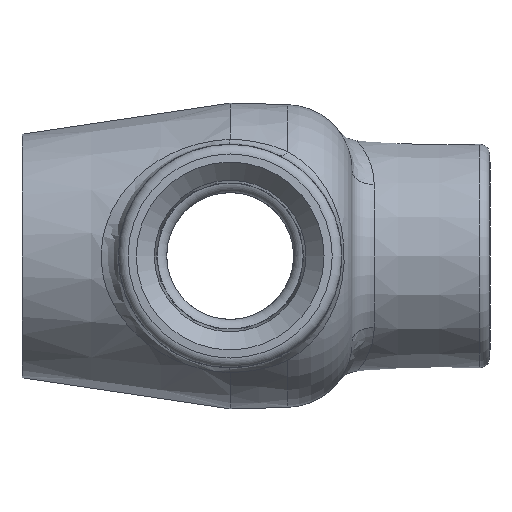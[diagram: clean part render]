
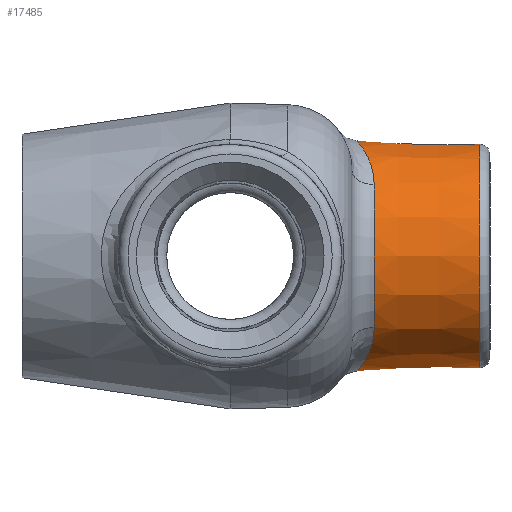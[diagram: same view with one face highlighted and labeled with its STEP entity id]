
A CAD part, left-side view. The second image highlights one B-rep face of the part: STEP entity #17485.
In plain terms, the highlighted conical face has half-angle 1.5 degrees and reference radius 17.462 mm.
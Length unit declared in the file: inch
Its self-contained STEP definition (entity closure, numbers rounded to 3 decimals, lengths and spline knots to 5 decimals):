
#60=CONICAL_SURFACE('',#18221,0.6875,0.026);
#890=B_SPLINE_CURVE_WITH_KNOTS('',3,(#29457,#29458,#29459,#29460,#29461,
#29462,#29463,#29464,#29465),.UNSPECIFIED.,.F.,.F.,(4,1,1,1,1,1,4),(0.,
0.56043,1.68128,2.2417,2.80213,3.36255,
3.92298),.UNSPECIFIED.);
#892=B_SPLINE_CURVE_WITH_KNOTS('',3,(#29535,#29536,#29537,#29538,#29539,
#29540,#29541,#29542,#29543,#29544),.UNSPECIFIED.,.F.,.F.,(4,1,1,1,1,1,
1,4),(0.,0.56043,1.12085,1.68128,
2.2417,2.80213,3.36255,3.92298),
 .UNSPECIFIED.);
#2354=FACE_OUTER_BOUND('',#3316,.T.);
#3316=EDGE_LOOP('',(#15118,#15119,#15120,#15121,#15122,#15123,#15124,#15125,
#15126));
#4957=LINE('',#29566,#6568);
#6568=VECTOR('',#21179,0.6875);
#6722=CIRCLE('',#18210,0.70601);
#6725=CIRCLE('',#18214,0.70601);
#6726=CIRCLE('',#18215,0.70601);
#6730=CIRCLE('',#18222,0.68901);
#6731=CIRCLE('',#18223,0.68901);
#8257=VERTEX_POINT('',#29442);
#8260=VERTEX_POINT('',#29455);
#8261=VERTEX_POINT('',#29467);
#8263=VERTEX_POINT('',#29522);
#8265=VERTEX_POINT('',#29547);
#8271=VERTEX_POINT('',#29565);
#8272=VERTEX_POINT('',#29567);
#10577=EDGE_CURVE('',#8260,#8257,#890,.T.);
#10580=EDGE_CURVE('',#8257,#8261,#6722,.T.);
#10583=EDGE_CURVE('',#8261,#8263,#892,.T.);
#10585=EDGE_CURVE('',#8263,#8265,#6725,.T.);
#10586=EDGE_CURVE('',#8265,#8260,#6726,.T.);
#10594=EDGE_CURVE('',#8265,#8271,#4957,.T.);
#10595=EDGE_CURVE('',#8272,#8271,#6730,.T.);
#10596=EDGE_CURVE('',#8271,#8272,#6731,.T.);
#15118=ORIENTED_EDGE('',*,*,#10577,.F.);
#15119=ORIENTED_EDGE('',*,*,#10586,.F.);
#15120=ORIENTED_EDGE('',*,*,#10594,.T.);
#15121=ORIENTED_EDGE('',*,*,#10595,.F.);
#15122=ORIENTED_EDGE('',*,*,#10596,.F.);
#15123=ORIENTED_EDGE('',*,*,#10594,.F.);
#15124=ORIENTED_EDGE('',*,*,#10585,.F.);
#15125=ORIENTED_EDGE('',*,*,#10583,.F.);
#15126=ORIENTED_EDGE('',*,*,#10580,.F.);
#17485=ADVANCED_FACE('',(#2354),#60,.T.);
#18210=AXIS2_PLACEMENT_3D('',#29471,#21151,#21152);
#18214=AXIS2_PLACEMENT_3D('',#29548,#21159,#21160);
#18215=AXIS2_PLACEMENT_3D('',#29549,#21161,#21162);
#18221=AXIS2_PLACEMENT_3D('',#29564,#21177,#21178);
#18222=AXIS2_PLACEMENT_3D('',#29568,#21180,#21181);
#18223=AXIS2_PLACEMENT_3D('',#29569,#21182,#21183);
#21151=DIRECTION('center_axis',(0.,1.,0.));
#21152=DIRECTION('ref_axis',(-1.,0.,0.));
#21159=DIRECTION('center_axis',(0.,1.,0.));
#21160=DIRECTION('ref_axis',(1.,0.,0.));
#21161=DIRECTION('center_axis',(0.,1.,0.));
#21162=DIRECTION('ref_axis',(1.,0.,0.));
#21177=DIRECTION('center_axis',(0.,1.,0.));
#21178=DIRECTION('ref_axis',(-1.,0.,0.));
#21179=DIRECTION('',(-0.026,-1.,0.));
#21180=DIRECTION('center_axis',(0.,-1.,0.));
#21181=DIRECTION('ref_axis',(-1.,0.,0.));
#21182=DIRECTION('center_axis',(0.,-1.,0.));
#21183=DIRECTION('ref_axis',(-1.,0.,0.));
#29442=CARTESIAN_POINT('',(-0.55314,-2.16819,-0.43873));
#29455=CARTESIAN_POINT('',(0.55314,-2.16819,-0.43873));
#29457=CARTESIAN_POINT('Ctrl Pts',(0.55314,-2.16819,-0.43873));
#29458=CARTESIAN_POINT('Ctrl Pts',(0.51502,-2.16819,
-0.48679));
#29459=CARTESIAN_POINT('Ctrl Pts',(0.38309,-2.14116,
-0.6152));
#29460=CARTESIAN_POINT('Ctrl Pts',(0.156,-2.06088,
-0.71046));
#29461=CARTESIAN_POINT('Ctrl Pts',(-0.09346,-2.06092,
-0.71082));
#29462=CARTESIAN_POINT('Ctrl Pts',(-0.26982,-2.10121,
-0.66243));
#29463=CARTESIAN_POINT('Ctrl Pts',(-0.42678,-2.15001,
-0.57274));
#29464=CARTESIAN_POINT('Ctrl Pts',(-0.51502,-2.16819,
-0.48679));
#29465=CARTESIAN_POINT('Ctrl Pts',(-0.55314,-2.16819,-0.43873));
#29467=CARTESIAN_POINT('',(-0.55314,-2.16819,0.43873));
#29471=CARTESIAN_POINT('Origin',(0.,-2.16819,0.));
#29522=CARTESIAN_POINT('',(0.55314,-2.16819,0.43873));
#29535=CARTESIAN_POINT('Ctrl Pts',(-0.55314,-2.16819,
0.43873));
#29536=CARTESIAN_POINT('Ctrl Pts',(-0.51502,-2.16819,
0.48679));
#29537=CARTESIAN_POINT('Ctrl Pts',(-0.42674,-2.15001,
0.57273));
#29538=CARTESIAN_POINT('Ctrl Pts',(-0.26988,-2.10119,
0.66247));
#29539=CARTESIAN_POINT('Ctrl Pts',(-0.09339,-2.06097,
0.71073));
#29540=CARTESIAN_POINT('Ctrl Pts',(0.09342,-2.06079,
0.71076));
#29541=CARTESIAN_POINT('Ctrl Pts',(0.26985,-2.10119,
0.66251));
#29542=CARTESIAN_POINT('Ctrl Pts',(0.42674,-2.14997,
0.57272));
#29543=CARTESIAN_POINT('Ctrl Pts',(0.51502,-2.16819,
0.48679));
#29544=CARTESIAN_POINT('Ctrl Pts',(0.55314,-2.16819,0.43873));
#29547=CARTESIAN_POINT('',(0.70601,-2.16819,0.));
#29548=CARTESIAN_POINT('Origin',(0.,-2.16819,0.));
#29549=CARTESIAN_POINT('Origin',(0.,-2.16819,0.));
#29564=CARTESIAN_POINT('Origin',(0.,-2.875,0.));
#29565=CARTESIAN_POINT('',(0.68901,-2.81725,0.));
#29566=CARTESIAN_POINT('',(0.6875,-2.875,0.));
#29567=CARTESIAN_POINT('',(0.,-2.81725,-0.68901));
#29568=CARTESIAN_POINT('Origin',(0.,-2.81725,0.));
#29569=CARTESIAN_POINT('Origin',(0.,-2.81725,0.));
